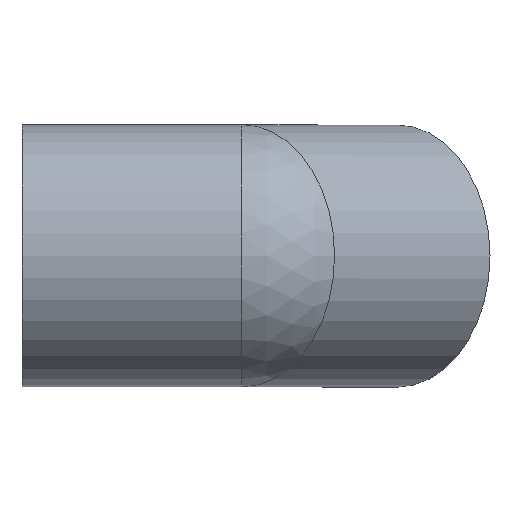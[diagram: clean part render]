
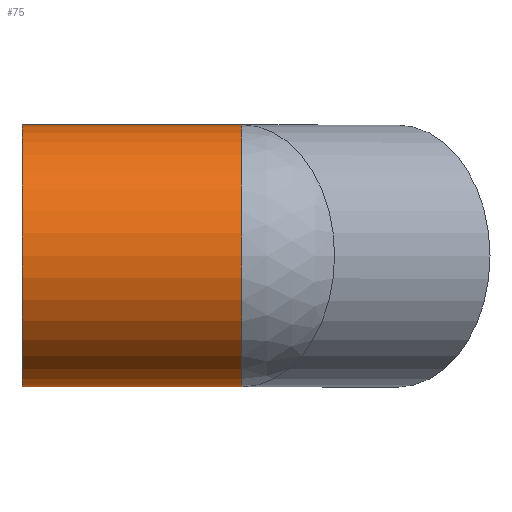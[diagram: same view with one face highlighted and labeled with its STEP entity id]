
A CAD part, top view. The second image highlights one B-rep face of the part: STEP entity #75.
In plain terms, the highlighted cylindrical face has radius 140 mm (diameter 280 mm), a full revolution.
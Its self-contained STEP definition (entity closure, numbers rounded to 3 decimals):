
#75 = ADVANCED_FACE( '', ( #84, #85 ), #86, .T. );
#84 = FACE_OUTER_BOUND( '', #106, .T. );
#85 = FACE_OUTER_BOUND( '', #107, .T. );
#86 = CYLINDRICAL_SURFACE( '', #108, 140. );
#106 = EDGE_LOOP( '', ( #128, #129 ) );
#107 = EDGE_LOOP( '', ( #130 ) );
#108 = AXIS2_PLACEMENT_3D( '', #131, #132, #133 );
#128 = ORIENTED_EDGE( '', *, *, #172, .F. );
#129 = ORIENTED_EDGE( '', *, *, #173, .F. );
#130 = ORIENTED_EDGE( '', *, *, #174, .T. );
#131 = CARTESIAN_POINT( '', ( 375., 0., 0. ) );
#132 = DIRECTION( '', ( -1., 0., 0. ) );
#133 = DIRECTION( '', ( 0., 0., -1. ) );
#172 = EDGE_CURVE( '', #182, #183, #184, .T. );
#173 = EDGE_CURVE( '', #183, #182, #185, .T. );
#174 = EDGE_CURVE( '', #186, #186, #187, .T. );
#182 = VERTEX_POINT( '', #200 );
#183 = VERTEX_POINT( '', #201 );
#184 = CIRCLE( '', #202, 140. );
#185 = ELLIPSE( '', #203, 151.535, 140. );
#186 = VERTEX_POINT( '', #204 );
#187 = CIRCLE( '', #205, 140. );
#200 = CARTESIAN_POINT( '', ( 235., 140., 0. ) );
#201 = CARTESIAN_POINT( '', ( 235., -140., 0. ) );
#202 = AXIS2_PLACEMENT_3D( '', #218, #219, #220 );
#203 = AXIS2_PLACEMENT_3D( '', #221, #222, #223 );
#204 = CARTESIAN_POINT( '', ( 0., 0., -140. ) );
#205 = AXIS2_PLACEMENT_3D( '', #224, #225, #226 );
#218 = CARTESIAN_POINT( '', ( 235., 0., 0. ) );
#219 = DIRECTION( '', ( 1., 0., 0. ) );
#220 = DIRECTION( '', ( 0., 0., -1. ) );
#221 = CARTESIAN_POINT( '', ( 235., 0., 0. ) );
#222 = DIRECTION( '', ( 0.924, 0., -0.383 ) );
#223 = DIRECTION( '', ( 0.383, 0., 0.924 ) );
#224 = CARTESIAN_POINT( '', ( 0., 0., 0. ) );
#225 = DIRECTION( '', ( 1., 0., 0. ) );
#226 = DIRECTION( '', ( 0., 0., -1. ) );
